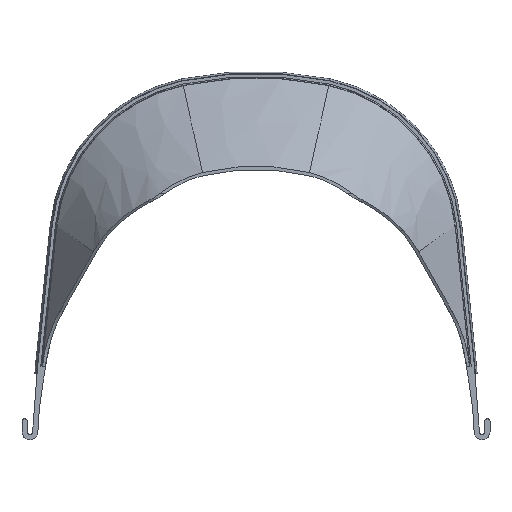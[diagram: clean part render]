
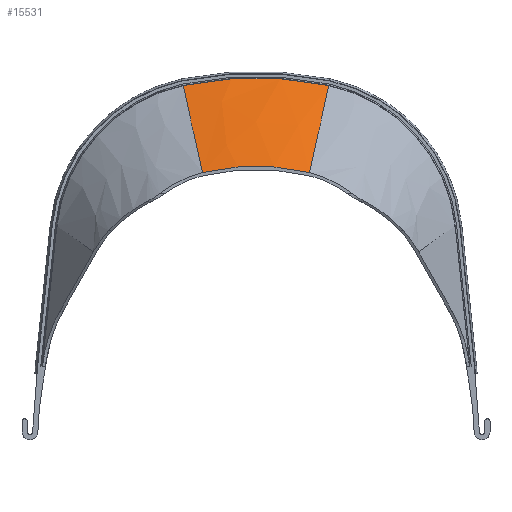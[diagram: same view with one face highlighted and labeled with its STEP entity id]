
A CAD part, top view. The second image highlights one B-rep face of the part: STEP entity #15531.
In plain terms, the highlighted free-form (B-spline) face has degree [6, 1] with [7, 2] control points.
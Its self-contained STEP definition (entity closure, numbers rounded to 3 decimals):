
#11172 = B_SPLINE_SURFACE_WITH_KNOTS('',8,1,(
    (#11173,#11174)
    ,(#11175,#11176)
    ,(#11177,#11178)
    ,(#11179,#11180)
    ,(#11181,#11182)
    ,(#11183,#11184)
    ,(#11185,#11186)
    ,(#11187,#11188)
    ,(#11189,#11190
    )),.UNSPECIFIED.,.F.,.F.,.F.,(9,9),(2,2),(1.781,
    3.038),(0.,1.),.PIECEWISE_BEZIER_KNOTS.);
#11173 = CARTESIAN_POINT('',(-27.489,115.895,8.));
#11174 = CARTESIAN_POINT('',(-20.194,82.987,42.));
#11175 = CARTESIAN_POINT('',(-36.81,113.902,8.));
#11176 = CARTESIAN_POINT('',(-26.486,81.461,42.));
#11177 = CARTESIAN_POINT('',(-45.773,110.237,8.));
#11178 = CARTESIAN_POINT('',(-32.51,78.833,
    42.));
#11179 = CARTESIAN_POINT('',(-54.029,104.974,8.));
#11180 = CARTESIAN_POINT('',(-38.041,75.155,
    42.));
#11181 = CARTESIAN_POINT('',(-61.246,98.275,8.));
#11182 = CARTESIAN_POINT('',(-42.867,70.54,
    42.));
#11183 = CARTESIAN_POINT('',(-67.138,90.387,8.));
#11184 = CARTESIAN_POINT('',(-46.806,65.147,42.));
#11185 = CARTESIAN_POINT('',(-71.493,81.618,8.));
#11186 = CARTESIAN_POINT('',(-49.722,59.179,42.));
#11187 = CARTESIAN_POINT('',(-74.183,72.315,8.));
#11188 = CARTESIAN_POINT('',(-51.533,52.861,42.));
#11189 = CARTESIAN_POINT('',(-75.172,62.835,8.));
#11190 = CARTESIAN_POINT('',(-52.215,46.422,42.));
#11301 = PLANE('',#11302);
#11302 = AXIS2_PLACEMENT_3D('',#11303,#11304,#11305);
#11303 = CARTESIAN_POINT('',(0.,56.755,42.));
#11304 = DIRECTION('',(0.,0.,1.));
#11305 = DIRECTION('',(0.,1.,0.));
#12623 = B_SPLINE_SURFACE_WITH_KNOTS('',8,1,(
    (#12624,#12625)
    ,(#12626,#12627)
    ,(#12628,#12629)
    ,(#12630,#12631)
    ,(#12632,#12633)
    ,(#12634,#12635)
    ,(#12636,#12637)
    ,(#12638,#12639)
    ,(#12640,#12641
    )),.UNSPECIFIED.,.F.,.F.,.F.,(9,9),(2,2),(0.104,
    1.36),(0.,1.),.PIECEWISE_BEZIER_KNOTS.);
#12624 = CARTESIAN_POINT('',(75.172,62.835,8.));
#12625 = CARTESIAN_POINT('',(52.215,46.422,42.));
#12626 = CARTESIAN_POINT('',(74.183,72.315,8.));
#12627 = CARTESIAN_POINT('',(51.533,52.861,42.));
#12628 = CARTESIAN_POINT('',(71.493,81.618,8.));
#12629 = CARTESIAN_POINT('',(49.722,59.179,42.));
#12630 = CARTESIAN_POINT('',(67.138,90.387,8.));
#12631 = CARTESIAN_POINT('',(46.806,65.147,
    42.));
#12632 = CARTESIAN_POINT('',(61.246,98.275,8.));
#12633 = CARTESIAN_POINT('',(42.867,70.54,
    42.));
#12634 = CARTESIAN_POINT('',(54.029,104.974,8.));
#12635 = CARTESIAN_POINT('',(38.041,75.155,
    42.));
#12636 = CARTESIAN_POINT('',(45.773,110.237,8.));
#12637 = CARTESIAN_POINT('',(32.51,78.833,42.));
#12638 = CARTESIAN_POINT('',(36.81,113.902,8.));
#12639 = CARTESIAN_POINT('',(26.486,81.461,42.));
#12640 = CARTESIAN_POINT('',(27.489,115.895,8.));
#12641 = CARTESIAN_POINT('',(20.194,82.987,42.));
#14249 = EDGE_CURVE('',#14250,#14252,#14254,.T.);
#14250 = VERTEX_POINT('',#14251);
#14251 = CARTESIAN_POINT('',(-27.489,115.895,8.));
#14252 = VERTEX_POINT('',#14253);
#14253 = CARTESIAN_POINT('',(-20.194,82.987,42.));
#14254 = SURFACE_CURVE('',#14255,(#14258,#14265),.PCURVE_S1.);
#14255 = B_SPLINE_CURVE_WITH_KNOTS('',1,(#14256,#14257),.UNSPECIFIED.,
  .F.,.F.,(2,2),(0.,1.),.PIECEWISE_BEZIER_KNOTS.);
#14256 = CARTESIAN_POINT('',(-27.489,115.895,8.));
#14257 = CARTESIAN_POINT('',(-20.194,82.987,42.));
#14258 = PCURVE('',#11172,#14259);
#14259 = DEFINITIONAL_REPRESENTATION('',(#14260),#14264);
#14260 = LINE('',#14261,#14262);
#14261 = CARTESIAN_POINT('',(1.781,0.));
#14262 = VECTOR('',#14263,1.);
#14263 = DIRECTION('',(0.,1.));
#14264 = ( GEOMETRIC_REPRESENTATION_CONTEXT(2) 
PARAMETRIC_REPRESENTATION_CONTEXT() REPRESENTATION_CONTEXT('2D SPACE',''
  ) );
#14265 = PCURVE('',#14266,#14281);
#14266 = B_SPLINE_SURFACE_WITH_KNOTS('',6,1,(
    (#14267,#14268)
    ,(#14269,#14270)
    ,(#14271,#14272)
    ,(#14273,#14274)
    ,(#14275,#14276)
    ,(#14277,#14278)
    ,(#14279,#14280
    )),.UNSPECIFIED.,.F.,.F.,.F.,(7,7),(2,2),(1.333,
    1.809),(0.,1.),.PIECEWISE_BEZIER_KNOTS.);
#14267 = CARTESIAN_POINT('',(27.489,115.895,8.));
#14268 = CARTESIAN_POINT('',(20.194,82.987,42.));
#14269 = CARTESIAN_POINT('',(18.462,117.824,8.));
#14270 = CARTESIAN_POINT('',(13.59,84.588,42.));
#14271 = CARTESIAN_POINT('',(9.272,118.994,8.));
#14272 = CARTESIAN_POINT('',(6.834,85.561,42.));
#14273 = CARTESIAN_POINT('',(0.,119.385,8.));
#14274 = CARTESIAN_POINT('',(0.,85.887,42.));
#14275 = CARTESIAN_POINT('',(-9.272,118.994,8.));
#14276 = CARTESIAN_POINT('',(-6.834,85.561,42.));
#14277 = CARTESIAN_POINT('',(-18.462,117.824,8.));
#14278 = CARTESIAN_POINT('',(-13.59,84.588,42.));
#14279 = CARTESIAN_POINT('',(-27.489,115.895,8.));
#14280 = CARTESIAN_POINT('',(-20.194,82.987,42.));
#14281 = DEFINITIONAL_REPRESENTATION('',(#14282),#14286);
#14282 = LINE('',#14283,#14284);
#14283 = CARTESIAN_POINT('',(1.809,0.));
#14284 = VECTOR('',#14285,1.);
#14285 = DIRECTION('',(0.,1.));
#14286 = ( GEOMETRIC_REPRESENTATION_CONTEXT(2) 
PARAMETRIC_REPRESENTATION_CONTEXT() REPRESENTATION_CONTEXT('2D SPACE',''
  ) );
#14483 = VERTEX_POINT('',#14484);
#14484 = CARTESIAN_POINT('',(20.194,82.987,42.));
#14505 = EDGE_CURVE('',#14483,#14252,#14506,.T.);
#14506 = SURFACE_CURVE('',#14507,(#14512,#14519),.PCURVE_S1.);
#14507 = CIRCLE('',#14508,85.7);
#14508 = AXIS2_PLACEMENT_3D('',#14509,#14510,#14511);
#14509 = CARTESIAN_POINT('',(0.,-0.3,42.));
#14510 = DIRECTION('',(0.,0.,1.));
#14511 = DIRECTION('',(1.,0.,0.));
#14512 = PCURVE('',#11301,#14513);
#14513 = DEFINITIONAL_REPRESENTATION('',(#14514),#14518);
#14514 = CIRCLE('',#14515,85.7);
#14515 = AXIS2_PLACEMENT_2D('',#14516,#14517);
#14516 = CARTESIAN_POINT('',(-57.055,0.));
#14517 = DIRECTION('',(0.,-1.));
#14518 = ( GEOMETRIC_REPRESENTATION_CONTEXT(2) 
PARAMETRIC_REPRESENTATION_CONTEXT() REPRESENTATION_CONTEXT('2D SPACE',''
  ) );
#14519 = PCURVE('',#14266,#14520);
#14520 = DEFINITIONAL_REPRESENTATION('',(#14521),#14525);
#14521 = LINE('',#14522,#14523);
#14522 = CARTESIAN_POINT('',(0.,1.));
#14523 = VECTOR('',#14524,1.);
#14524 = DIRECTION('',(1.,0.));
#14525 = ( GEOMETRIC_REPRESENTATION_CONTEXT(2) 
PARAMETRIC_REPRESENTATION_CONTEXT() REPRESENTATION_CONTEXT('2D SPACE',''
  ) );
#14785 = CYLINDRICAL_SURFACE('',#14786,131.5);
#14786 = AXIS2_PLACEMENT_3D('',#14787,#14788,#14789);
#14787 = CARTESIAN_POINT('',(0.,-12.7,8.));
#14788 = DIRECTION('',(0.,0.,1.));
#14789 = DIRECTION('',(1.,0.,0.));
#15095 = VERTEX_POINT('',#15096);
#15096 = CARTESIAN_POINT('',(27.489,115.895,8.));
#15165 = EDGE_CURVE('',#15095,#14483,#15166,.T.);
#15166 = SURFACE_CURVE('',#15167,(#15170,#15177),.PCURVE_S1.);
#15167 = B_SPLINE_CURVE_WITH_KNOTS('',1,(#15168,#15169),.UNSPECIFIED.,
  .F.,.F.,(2,2),(0.,1.),.PIECEWISE_BEZIER_KNOTS.);
#15168 = CARTESIAN_POINT('',(27.489,115.895,8.));
#15169 = CARTESIAN_POINT('',(20.194,82.987,42.));
#15170 = PCURVE('',#12623,#15171);
#15171 = DEFINITIONAL_REPRESENTATION('',(#15172),#15176);
#15172 = LINE('',#15173,#15174);
#15173 = CARTESIAN_POINT('',(1.36,0.));
#15174 = VECTOR('',#15175,1.);
#15175 = DIRECTION('',(0.,1.));
#15176 = ( GEOMETRIC_REPRESENTATION_CONTEXT(2) 
PARAMETRIC_REPRESENTATION_CONTEXT() REPRESENTATION_CONTEXT('2D SPACE',''
  ) );
#15177 = PCURVE('',#14266,#15178);
#15178 = DEFINITIONAL_REPRESENTATION('',(#15179),#15183);
#15179 = LINE('',#15180,#15181);
#15180 = CARTESIAN_POINT('',(1.333,0.));
#15181 = VECTOR('',#15182,1.);
#15182 = DIRECTION('',(0.,1.));
#15183 = ( GEOMETRIC_REPRESENTATION_CONTEXT(2) 
PARAMETRIC_REPRESENTATION_CONTEXT() REPRESENTATION_CONTEXT('2D SPACE',''
  ) );
#15531 = ADVANCED_FACE('',(#15532),#14266,.T.);
#15532 = FACE_BOUND('',#15533,.T.);
#15533 = EDGE_LOOP('',(#15534,#15554,#15555,#15556));
#15534 = ORIENTED_EDGE('',*,*,#15535,.T.);
#15535 = EDGE_CURVE('',#15095,#14250,#15536,.T.);
#15536 = SURFACE_CURVE('',#15537,(#15542,#15548),.PCURVE_S1.);
#15537 = CIRCLE('',#15538,131.5);
#15538 = AXIS2_PLACEMENT_3D('',#15539,#15540,#15541);
#15539 = CARTESIAN_POINT('',(0.,-12.7,8.));
#15540 = DIRECTION('',(0.,-0.,1.));
#15541 = DIRECTION('',(1.,0.,0.));
#15542 = PCURVE('',#14266,#15543);
#15543 = DEFINITIONAL_REPRESENTATION('',(#15544),#15547);
#15544 = B_SPLINE_CURVE_WITH_KNOTS('',1,(#15545,#15546),.UNSPECIFIED.,
  .F.,.F.,(2,2),(1.36,1.781),
  .PIECEWISE_BEZIER_KNOTS.);
#15545 = CARTESIAN_POINT('',(1.333,0.));
#15546 = CARTESIAN_POINT('',(1.809,0.));
#15547 = ( GEOMETRIC_REPRESENTATION_CONTEXT(2) 
PARAMETRIC_REPRESENTATION_CONTEXT() REPRESENTATION_CONTEXT('2D SPACE',''
  ) );
#15548 = PCURVE('',#14785,#15549);
#15549 = DEFINITIONAL_REPRESENTATION('',(#15550),#15553);
#15550 = B_SPLINE_CURVE_WITH_KNOTS('',1,(#15551,#15552),.UNSPECIFIED.,
  .F.,.F.,(2,2),(1.36,1.781),
  .PIECEWISE_BEZIER_KNOTS.);
#15551 = CARTESIAN_POINT('',(1.36,0.));
#15552 = CARTESIAN_POINT('',(1.781,0.));
#15553 = ( GEOMETRIC_REPRESENTATION_CONTEXT(2) 
PARAMETRIC_REPRESENTATION_CONTEXT() REPRESENTATION_CONTEXT('2D SPACE',''
  ) );
#15554 = ORIENTED_EDGE('',*,*,#14249,.T.);
#15555 = ORIENTED_EDGE('',*,*,#14505,.F.);
#15556 = ORIENTED_EDGE('',*,*,#15165,.F.);
